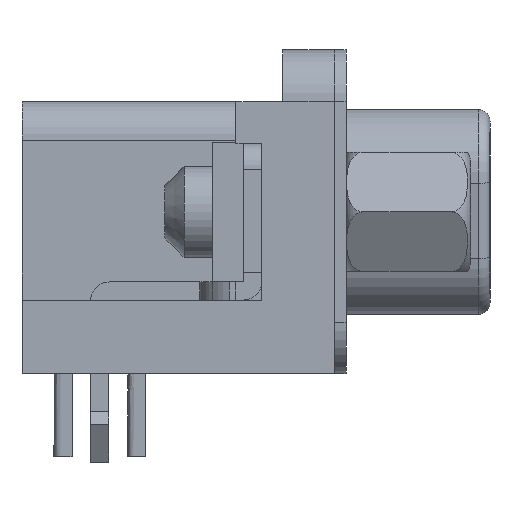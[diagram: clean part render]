
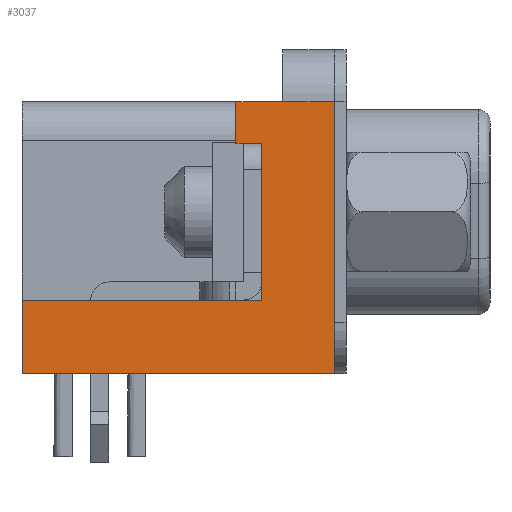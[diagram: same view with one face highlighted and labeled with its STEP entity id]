
A CAD part, left-side view. The second image highlights one B-rep face of the part: STEP entity #3037.
In plain terms, the highlighted planar face has unit normal (-1, 0, 0).
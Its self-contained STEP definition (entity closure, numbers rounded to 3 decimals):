
#3037 = ADVANCED_FACE( '', ( #5986 ), #5987, .T. );
#5986 = FACE_OUTER_BOUND( '', #10301, .T. );
#5987 = PLANE( '', #10302 );
#10301 = EDGE_LOOP( '', ( #18305, #18306, #18307, #18308, #18309, #18310, #18311, #18312, #18313 ) );
#10302 = AXIS2_PLACEMENT_3D( '', #18314, #18315, #18316 );
#18305 = ORIENTED_EDGE( '', *, *, #20568, .T. );
#18306 = ORIENTED_EDGE( '', *, *, #21470, .T. );
#18307 = ORIENTED_EDGE( '', *, *, #21205, .T. );
#18308 = ORIENTED_EDGE( '', *, *, #20212, .T. );
#18309 = ORIENTED_EDGE( '', *, *, #20103, .F. );
#18310 = ORIENTED_EDGE( '', *, *, #21698, .T. );
#18311 = ORIENTED_EDGE( '', *, *, #20376, .T. );
#18312 = ORIENTED_EDGE( '', *, *, #21677, .T. );
#18313 = ORIENTED_EDGE( '', *, *, #21475, .T. );
#18314 = CARTESIAN_POINT( '', ( -26.52, 0., 0. ) );
#18315 = DIRECTION( '', ( -1., 0., 0. ) );
#18316 = DIRECTION( '', ( 0., 0., 1. ) );
#20103 = EDGE_CURVE( '', #24383, #24379, #24385, .T. );
#20212 = EDGE_CURVE( '', #24531, #24379, #24532, .T. );
#20376 = EDGE_CURVE( '', #24777, #24775, #24778, .T. );
#20568 = EDGE_CURVE( '', #25058, #25056, #25059, .T. );
#21205 = EDGE_CURVE( '', #25903, #24531, #25904, .T. );
#21470 = EDGE_CURVE( '', #25056, #25903, #26208, .T. );
#21475 = EDGE_CURVE( '', #26213, #25058, #26214, .T. );
#21677 = EDGE_CURVE( '', #24775, #26213, #26424, .T. );
#21698 = EDGE_CURVE( '', #24383, #24777, #26445, .T. );
#24379 = VERTEX_POINT( '', #30506 );
#24383 = VERTEX_POINT( '', #30512 );
#24385 = LINE( '', #30515, #30516 );
#24531 = VERTEX_POINT( '', #30731 );
#24532 = LINE( '', #30732, #30733 );
#24775 = VERTEX_POINT( '', #31081 );
#24777 = VERTEX_POINT( '', #31084 );
#24778 = LINE( '', #31085, #31086 );
#25056 = VERTEX_POINT( '', #31513 );
#25058 = VERTEX_POINT( '', #31515 );
#25059 = LINE( '', #31516, #31517 );
#25903 = VERTEX_POINT( '', #32980 );
#25904 = LINE( '', #32981, #32982 );
#26208 = LINE( '', #33465, #33466 );
#26213 = VERTEX_POINT( '', #33473 );
#26214 = LINE( '', #33474, #33475 );
#26424 = LINE( '', #33775, #33776 );
#26445 = LINE( '', #33798, #33799 );
#30506 = CARTESIAN_POINT( '', ( -26.52, -2.225, 2.65 ) );
#30512 = CARTESIAN_POINT( '', ( -26.52, -3.225, 2.65 ) );
#30515 = CARTESIAN_POINT( '', ( -26.52, -3.225, 2.65 ) );
#30516 = VECTOR( '', #35380, 1000. );
#30731 = CARTESIAN_POINT( '', ( -26.52, -2.225, 4.25 ) );
#30732 = CARTESIAN_POINT( '', ( -26.52, -2.225, 4.25 ) );
#30733 = VECTOR( '', #35470, 1000. );
#31081 = CARTESIAN_POINT( '', ( -26.52, 6.025, -3.4 ) );
#31084 = CARTESIAN_POINT( '', ( -26.52, -3.225, -3.4 ) );
#31085 = CARTESIAN_POINT( '', ( -26.52, -2.225, -3.4 ) );
#31086 = VECTOR( '', #35684, 1000. );
#31513 = CARTESIAN_POINT( '', ( -26.52, -6.025, 4.25 ) );
#31515 = CARTESIAN_POINT( '', ( -26.52, -6.025, -6.25 ) );
#31516 = CARTESIAN_POINT( '', ( -26.52, -6.025, -6.25 ) );
#31517 = VECTOR( '', #35887, 1000. );
#32980 = CARTESIAN_POINT( '', ( -26.52, -4.025, 4.25 ) );
#32981 = CARTESIAN_POINT( '', ( -26.52, -4.025, 4.25 ) );
#32982 = VECTOR( '', #36362, 1000. );
#33465 = CARTESIAN_POINT( '', ( -26.52, 0., 4.25 ) );
#33466 = VECTOR( '', #36541, 1000. );
#33473 = CARTESIAN_POINT( '', ( -26.52, 6.025, -6.25 ) );
#33474 = CARTESIAN_POINT( '', ( -26.52, 6.025, -6.25 ) );
#33475 = VECTOR( '', #36547, 1000. );
#33775 = CARTESIAN_POINT( '', ( -26.52, 6.025, 4.25 ) );
#33776 = VECTOR( '', #36631, 1000. );
#33798 = CARTESIAN_POINT( '', ( -26.52, -3.225, 2.65 ) );
#33799 = VECTOR( '', #36636, 1000. );
#35380 = DIRECTION( '', ( 0., 1., 0. ) );
#35470 = DIRECTION( '', ( 0., 0., -1. ) );
#35684 = DIRECTION( '', ( 0., 1., 0. ) );
#35887 = DIRECTION( '', ( 0., 0., 1. ) );
#36362 = DIRECTION( '', ( 0., 1., 0. ) );
#36541 = DIRECTION( '', ( 0., 1., 0. ) );
#36547 = DIRECTION( '', ( 0., -1., 0. ) );
#36631 = DIRECTION( '', ( 0., 0., -1. ) );
#36636 = DIRECTION( '', ( 0., 0., -1. ) );
